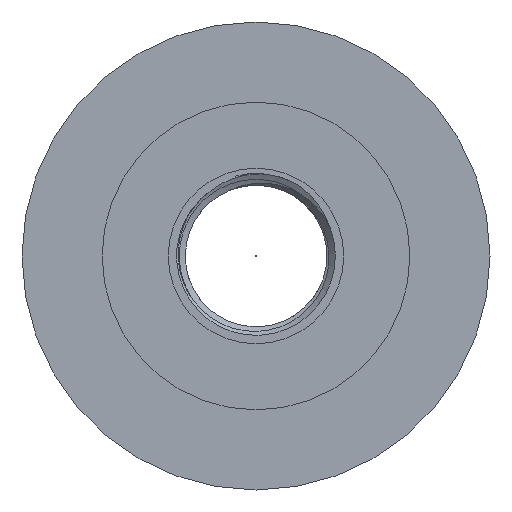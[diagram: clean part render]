
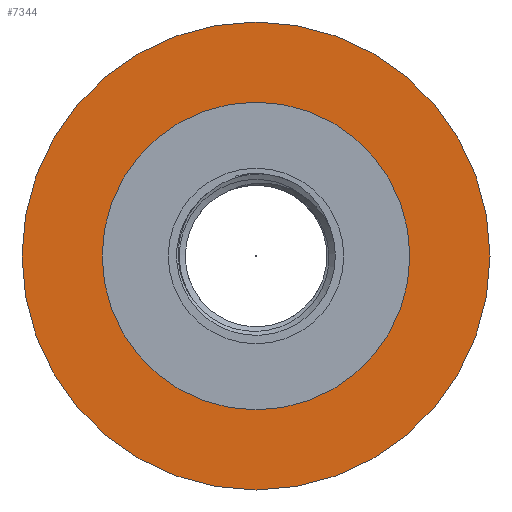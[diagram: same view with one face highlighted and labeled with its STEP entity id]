
A CAD part, left-side view. The second image highlights one B-rep face of the part: STEP entity #7344.
In plain terms, the highlighted planar face has unit normal (-1, 0, 0).
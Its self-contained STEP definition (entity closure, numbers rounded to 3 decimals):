
#261 = EDGE_LOOP ( 'NONE', ( #795 ) ) ;
#321 = AXIS2_PLACEMENT_3D ( 'NONE', #3491, #4707, #5349 ) ;
#396 = DIRECTION ( 'NONE',  ( 0., 0., 1. ) ) ;
#452 = EDGE_LOOP ( 'NONE', ( #5478 ) ) ;
#489 = DIRECTION ( 'NONE',  ( -1., 0., 0. ) ) ;
#511 = DIRECTION ( 'NONE',  ( 0., 0., 1. ) ) ;
#795 = ORIENTED_EDGE ( 'NONE', *, *, #2338, .T. ) ;
#994 = CIRCLE ( 'NONE', #4516, 20.002 ) ;
#1427 = EDGE_CURVE ( 'NONE', #4076, #4076, #2623, .T. ) ;
#2338 = EDGE_CURVE ( 'NONE', #5368, #5368, #994, .T. ) ;
#2623 = CIRCLE ( 'NONE', #2919, 13.15 ) ;
#2712 = FACE_BOUND ( 'NONE', #452, .T. ) ;
#2919 = AXIS2_PLACEMENT_3D ( 'NONE', #5724, #489, #396 ) ;
#3491 = CARTESIAN_POINT ( 'NONE',  ( -0.002, 0., 0. ) ) ;
#3512 = FACE_OUTER_BOUND ( 'NONE', #261, .T. ) ;
#4076 = VERTEX_POINT ( 'NONE', #6051 ) ;
#4516 = AXIS2_PLACEMENT_3D ( 'NONE', #7524, #6960, #511 ) ;
#4707 = DIRECTION ( 'NONE',  ( -1., 0., 0. ) ) ;
#5349 = DIRECTION ( 'NONE',  ( 0., 0., 1. ) ) ;
#5368 = VERTEX_POINT ( 'NONE', #5447 ) ;
#5376 = PLANE ( 'NONE',  #321 ) ;
#5447 = CARTESIAN_POINT ( 'NONE',  ( -0.002, 0., 20.002 ) ) ;
#5478 = ORIENTED_EDGE ( 'NONE', *, *, #1427, .F. ) ;
#5724 = CARTESIAN_POINT ( 'NONE',  ( -0.002, 0., 0. ) ) ;
#6051 = CARTESIAN_POINT ( 'NONE',  ( -0.002, 0., 13.15 ) ) ;
#6960 = DIRECTION ( 'NONE',  ( -1., 0., 0. ) ) ;
#7344 = ADVANCED_FACE ( 'NONE', ( #3512, #2712 ), #5376, .T. ) ;
#7524 = CARTESIAN_POINT ( 'NONE',  ( -0.002, 0., 0. ) ) ;
